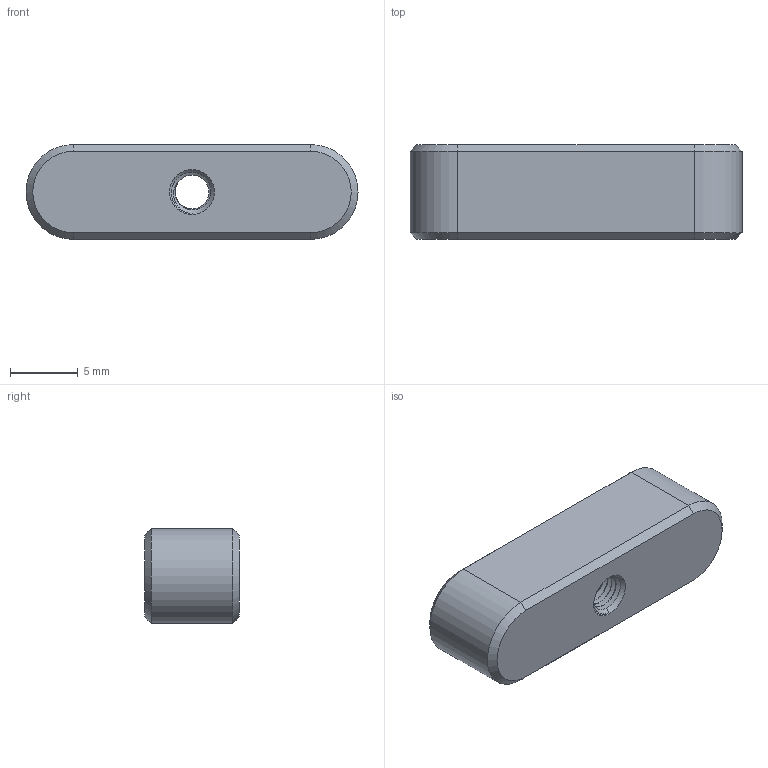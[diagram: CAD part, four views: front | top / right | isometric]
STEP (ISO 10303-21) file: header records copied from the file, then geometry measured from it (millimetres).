
FILE_DESCRIPTION (( 'STEP AP203' ), '1' );
FILE_NAME ('101.10.27K.STEP', '2017-12-26T05:34:36', ( '' ), ( '' ), 'SwSTEP 2.0', 'SolidWorks 2012', '' );
FILE_SCHEMA (( 'CONFIG_CONTROL_DESIGN' ));
Length unit declared in the file: millimetre
Products named in the file (1): 101.10.27K
Bounding box: 24.5 x 7 x 7 mm (x, y, z)
Volume: 1018.3 mm3; surface area: 794.3 mm2
Topology: 1 solids, 1 shells, 43 faces, 111 edges, 70 vertices
Faces by surface type: cylinder 25, plane 10, cone 6, bspline 2
Entity records: 2681 total; most frequent: CARTESIAN_POINT 1689, ORIENTED_EDGE 222, DIRECTION 162, EDGE_CURVE 111, VERTEX_POINT 70, AXIS2_PLACEMENT_3D 58, LINE 46, VECTOR 46
